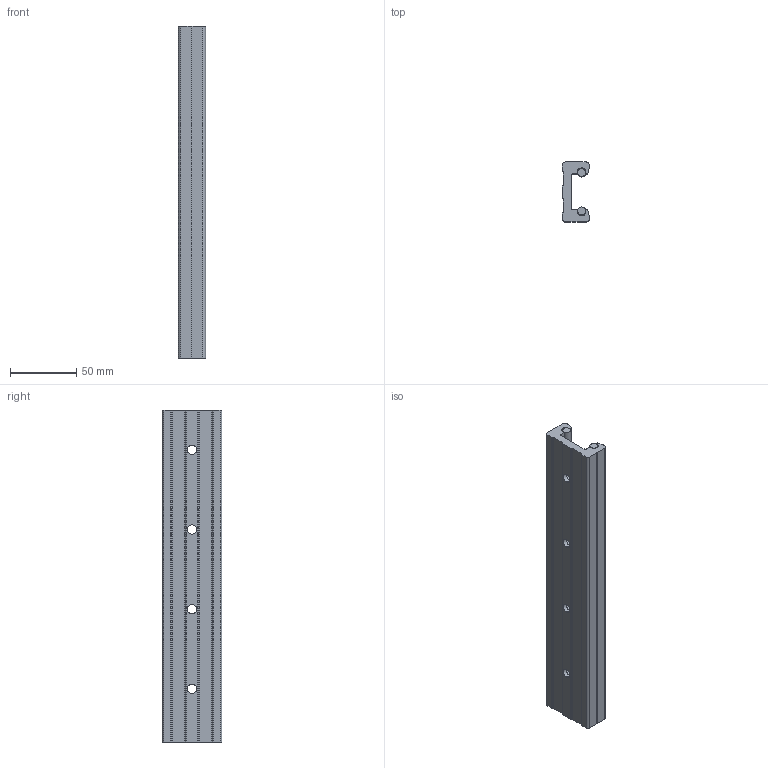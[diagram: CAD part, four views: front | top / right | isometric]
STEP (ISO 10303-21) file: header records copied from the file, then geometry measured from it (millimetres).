
FILE_DESCRIPTION (( 'STEP AP214' ), '1' );
FILE_NAME ('CRT_D69BA3B371.step', '2023-01-09T07:18:48', ( '' ), ( '' ), 'SwSTEP 2.0', 'SolidWorks 2019', '' );
FILE_SCHEMA (( 'AUTOMOTIVE_DESIGN' ));
Length unit declared in the file: inch
Products named in the file (3): CRT_D69BA3B371; lva1OpBVTY_CADModel_0
Assembly tree (1 placements, depth 2):
  CRT_D69BA3B371
    lva1OpBVTY_CADModel_0
  lva1OpBVTY_CADModel_0
Bounding box: 20.45 x 45 x 250 mm (x, y, z)
Volume: 129090.1 mm3; surface area: 54360.2 mm2
Topology: 3 solids, 3 shells, 144 faces, 402 edges, 268 vertices
Faces by surface type: cylinder 92, plane 52
Entity records: 6709 total; most frequent: DIRECTION 884, CARTESIAN_POINT 819, ORIENTED_EDGE 804, EDGE_CURVE 402, AXIS2_PLACEMENT_3D 333, VERTEX_POINT 268, LINE 218, VECTOR 218
